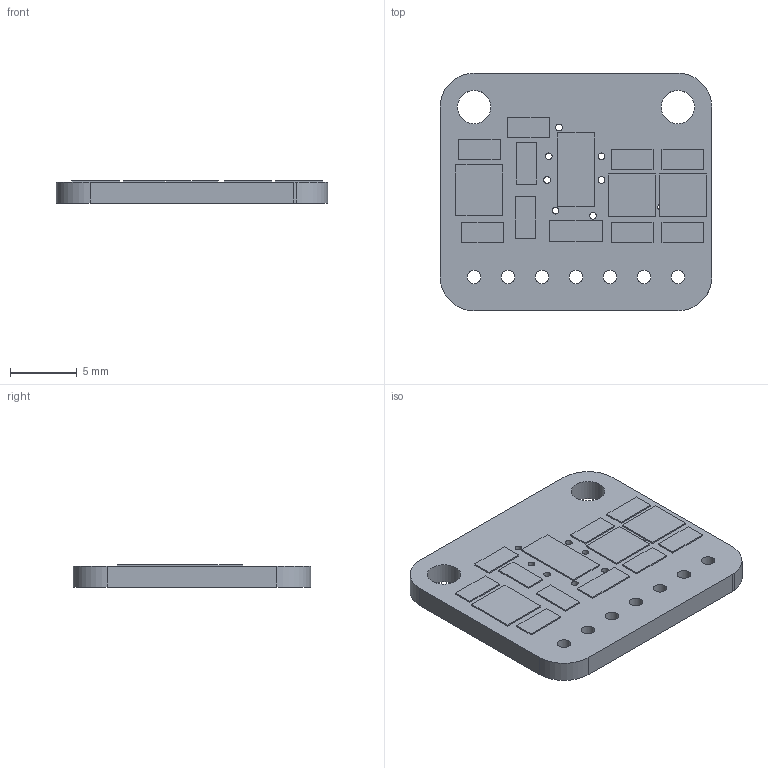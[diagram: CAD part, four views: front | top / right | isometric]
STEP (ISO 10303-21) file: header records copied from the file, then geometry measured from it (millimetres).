
FILE_DESCRIPTION(/* description */ (''),/* implementation_level */ '2;1');
FILE_NAME(/* name */ 'Adafruit VL53L0X v1.step',/* time_stamp */ '2022-11-24T21:59:24+06:00',/* author */ (''),/* organization */ (''),/* preprocessor_version */ 'ST-DEVELOPER v19.2',/* originating_system */ 'Autodesk Translation Framework v11.17.0.187',/* authorisation */ '');
FILE_SCHEMA (('AUTOMOTIVE_DESIGN { 1 0 10303 214 3 1 1 }'));
Length unit declared in the file: millimetre
Products named in the file (11): Adafruit VL53L0X; Board; Packages; 0805-NO; ADAFRUIT_2.5MM; ADAFRUIT_3.5MM; LGA12_ST; PCBFEAT-REV-040; SOD-323; SOT23-5; SOT23-WIDE
Assembly tree (19 placements, depth 3):
  Adafruit VL53L0X
    Board
    Packages
      0805-NO  x9
      ADAFRUIT_2.5MM
      ADAFRUIT_3.5MM
      LGA12_ST
      PCBFEAT-REV-040
      SOD-323
      SOT23-5
      SOT23-WIDE  x2
Bounding box: 20.32 x 17.78 x 1.67 mm (x, y, z)
Volume: 541.7 mm3; surface area: 1086.1 mm2
Topology: 15 solids, 15 shells, 115 faces, 255 edges, 170 vertices
Faces by surface type: plane 93, cylinder 22
Full cylindrical faces by diameter (mm): 0.5 x9, 1 x7, 2.5 x2
Entity records: 2308 total; most frequent: DIRECTION 375, CARTESIAN_POINT 337, ORIENTED_EDGE 294, EDGE_CURVE 147, AXIS2_PLACEMENT_3D 136, LINE 103, VECTOR 103, VERTEX_POINT 98
